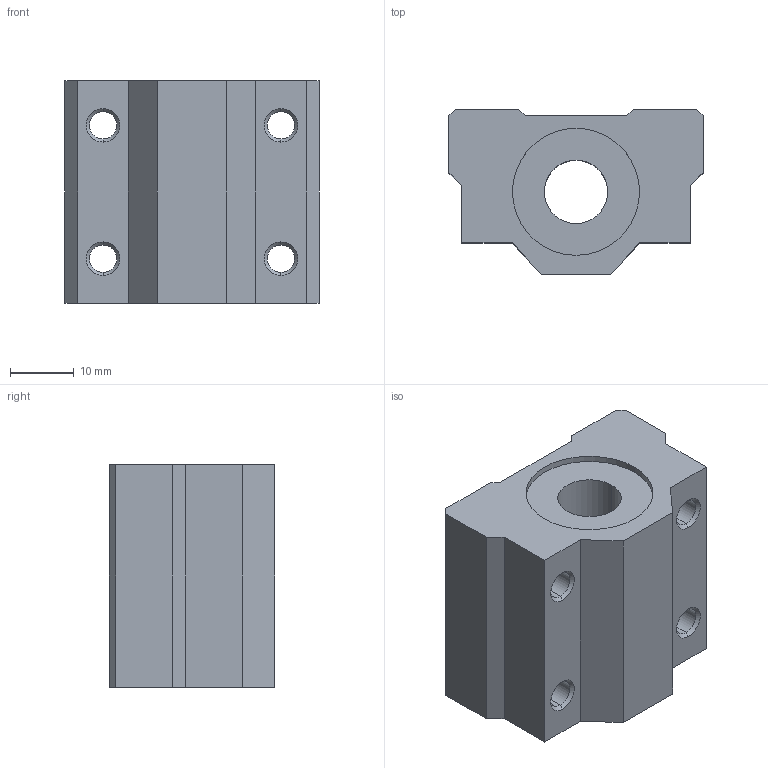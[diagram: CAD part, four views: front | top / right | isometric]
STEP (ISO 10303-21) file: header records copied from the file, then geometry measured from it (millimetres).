
FILE_DESCRIPTION (( 'STEP AP214' ), '1' );
FILE_NAME ('SCS10UU.STEP', '2018-11-16T02:30:42', ( '' ), ( '' ), 'SwSTEP 2.0', 'SolidWorks 2018', '' );
FILE_SCHEMA (( 'AUTOMOTIVE_DESIGN' ));
Length unit declared in the file: millimetre
Products named in the file (1): SCS10UU
Bounding box: 40 x 26 x 35 mm (x, y, z)
Volume: 25628 mm3; surface area: 8045.7 mm2
Topology: 1 solids, 1 shells, 52 faces, 128 edges, 80 vertices
Faces by surface type: plane 22, cone 16, cylinder 14
Entity records: 1582 total; most frequent: DIRECTION 278, CARTESIAN_POINT 261, ORIENTED_EDGE 256, EDGE_CURVE 128, AXIS2_PLACEMENT_3D 97, VECTOR 84, LINE 84, VERTEX_POINT 80
